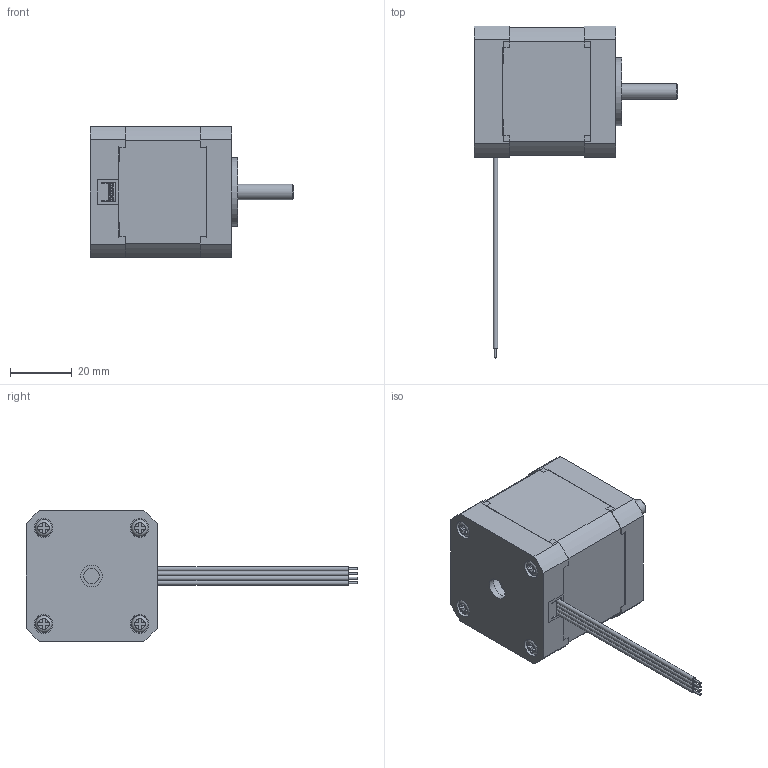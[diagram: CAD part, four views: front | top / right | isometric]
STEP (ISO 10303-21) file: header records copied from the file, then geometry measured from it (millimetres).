
FILE_DESCRIPTION(/* description */ (''),/* implementation_level */ '2;1');
FILE_NAME(/* name */ 'QSH4218-47.step',/* time_stamp */ '2018-12-07T10:48:29+01:00',/* author */ ('jakob.buesch'),/* organization */ (''),/* preprocessor_version */ 'ST-DEVELOPER v17.2',/* originating_system */ 'Autodesk Translation Framework v7.6.0.251',/* authorisation */ '');
FILE_SCHEMA (('AUTOMOTIVE_DESIGN { 1 0 10303 214 3 1 1 }'));
Length unit declared in the file: millimetre
Products named in the file (11): QSH4218-47; 1_1_02_EB421-003; ZHUANZI; TIEXIN; 1_1_04_EB422-004; HUXIANTAO; YINCHUXIANHEI; YINCHUXIANLV; YINCHUXIANHONG; YINLCHUXIANLAN; LUODING
Assembly tree (13 placements, depth 2):
  QSH4218-47
    1_1_02_EB421-003
    ZHUANZI
    TIEXIN
    1_1_04_EB422-004
    HUXIANTAO
    YINCHUXIANHEI
    YINCHUXIANLV
    YINCHUXIANHONG
    YINLCHUXIANLAN
    LUODING  x4
Bounding box: 65.6 x 107.1 x 42.3 mm (x, y, z)
Volume: 49783.3 mm3; surface area: 31284.2 mm2
Topology: 13 solids, 17 shells, 275 faces, 746 edges, 518 vertices
Faces by surface type: plane 191, cylinder 75, torus 8, cone 1
Full cylindrical faces by diameter (mm): 0.7 x4, 1.5 x4, 2.8 x4, 2.9 x4, 3 x4, 3.4 x4, 5 x2, 5.3 x4, 6 x4, 7 x2, 13.4 x2, 16 x2, 22 x1, 25.9 x2, 26.7 x2, 28.9 x1, 31.8 x1
Entity records: 7105 total; most frequent: CARTESIAN_POINT 1237, DIRECTION 1230, ORIENTED_EDGE 1104, EDGE_CURVE 557, AXIS2_PLACEMENT_3D 448, VERTEX_POINT 389, LINE 334, VECTOR 334
